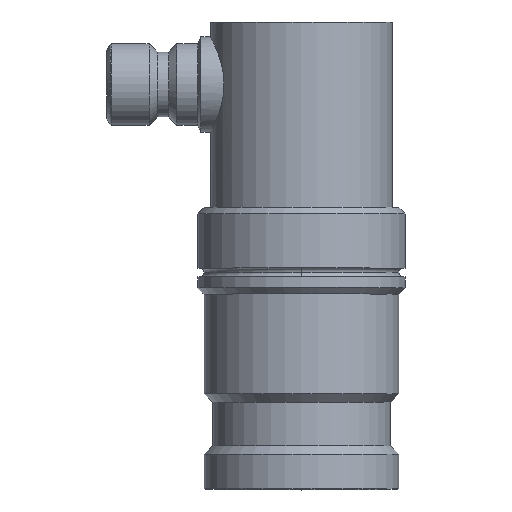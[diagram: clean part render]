
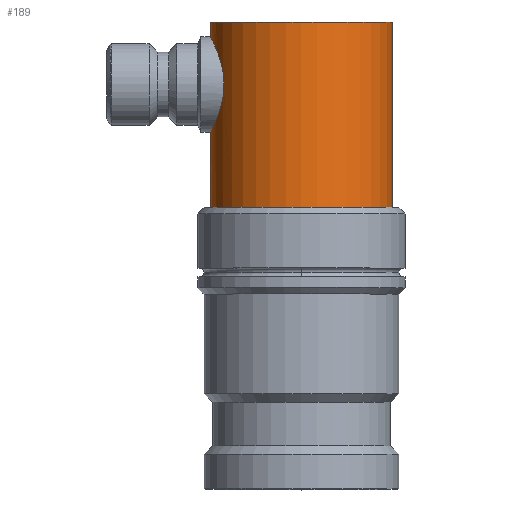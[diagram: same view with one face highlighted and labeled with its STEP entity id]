
A CAD part, top view. The second image highlights one B-rep face of the part: STEP entity #189.
In plain terms, the highlighted cylindrical face has radius 10.5 mm (diameter 21 mm), a partial arc.
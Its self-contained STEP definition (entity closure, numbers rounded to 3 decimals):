
#189=ADVANCED_FACE('',(#386),#387,.T.);
#386=FACE_OUTER_BOUND('',#583,.T.);
#387=CYLINDRICAL_SURFACE('',#584,10.5);
#583=EDGE_LOOP('',(#1041,#1042,#1043,#1044,#1045,#1046));
#584=AXIS2_PLACEMENT_3D('',#1047,#1048,#1049);
#1041=ORIENTED_EDGE('',*,*,#1187,.F.);
#1042=ORIENTED_EDGE('',*,*,#1305,.F.);
#1043=ORIENTED_EDGE('',*,*,#1191,.F.);
#1044=ORIENTED_EDGE('',*,*,#1160,.F.);
#1045=ORIENTED_EDGE('',*,*,#1190,.F.);
#1046=ORIENTED_EDGE('',*,*,#1228,.T.);
#1047=CARTESIAN_POINT('',(0.0,37.95,0.0));
#1048=DIRECTION('',(0.0,1.0,0.0));
#1049=DIRECTION('',(-1.0,0.0,0.));
#1160=EDGE_CURVE('',#1384,#1385,#1386,.T.);
#1187=EDGE_CURVE('',#1424,#1425,#1426,.T.);
#1190=EDGE_CURVE('',#1429,#1384,#1431,.T.);
#1191=EDGE_CURVE('',#1385,#1432,#1433,.T.);
#1228=EDGE_CURVE('',#1429,#1425,#1487,.T.);
#1305=EDGE_CURVE('',#1432,#1424,#1578,.T.);
#1384=VERTEX_POINT('',#1712);
#1385=VERTEX_POINT('',#1713);
#1386=CIRCLE('',#1714,10.5);
#1424=VERTEX_POINT('',#1781);
#1425=VERTEX_POINT('',#1782);
#1426=LINE('',#1783,#1784);
#1429=VERTEX_POINT('',#1804);
#1431=LINE('',#1823,#1824);
#1432=VERTEX_POINT('',#1825);
#1433=LINE('',#1826,#1827);
#1487=B_SPLINE_CURVE_WITH_KNOTS('',3,(#1889,#1890,#1891,#1892,#1893,#1894,#1895,#1896,#1897,#1898,#1899,#1900,#1901,#1902,#1903,#1904,#1905,#1906,#1907,#1908,#1909,#1910,#1911,#1912,#1913,#1914,#1915,#1916,#1917,#1918,#1919,#1920,#1921,#1922),.UNSPECIFIED.,.F.,.F.,(4,2,2,2,2,2,2,2,2,2,2,2,2,2,2,2,4),(8.475,9.532,10.59,11.647,12.705,13.766,14.827,15.888,16.949,18.01,19.072,20.133,21.194,22.251,23.309,24.366,25.424),.UNSPECIFIED.);
#1578=CIRCLE('',#2029,10.5);
#1712=CARTESIAN_POINT('',(-10.5,54.0,0.));
#1713=CARTESIAN_POINT('',(10.5,54.0,0.));
#1714=AXIS2_PLACEMENT_3D('',#2121,#2122,#2123);
#1781=CARTESIAN_POINT('',(-10.5,32.6,0.));
#1782=CARTESIAN_POINT('',(-10.5,41.301,0.));
#1783=CARTESIAN_POINT('',(-10.5,37.95,0.));
#1784=VECTOR('',#2162,1.0);
#1804=CARTESIAN_POINT('',(-10.5,52.299,0.));
#1823=CARTESIAN_POINT('',(-10.5,37.95,0.));
#1824=VECTOR('',#2163,1.0);
#1825=CARTESIAN_POINT('',(10.5,32.6,0.));
#1826=CARTESIAN_POINT('',(10.5,37.95,0.));
#1827=VECTOR('',#2164,1.0);
#1889=CARTESIAN_POINT('',(-10.5,52.299,0.));
#1890=CARTESIAN_POINT('',(-10.5,52.299,0.353));
#1891=CARTESIAN_POINT('',(-10.482,52.265,0.715));
#1892=CARTESIAN_POINT('',(-10.408,52.122,1.432));
#1893=CARTESIAN_POINT('',(-10.353,52.014,1.786));
#1894=CARTESIAN_POINT('',(-10.213,51.731,2.462));
#1895=CARTESIAN_POINT('',(-10.129,51.556,2.784));
#1896=CARTESIAN_POINT('',(-9.947,51.155,3.377));
#1897=CARTESIAN_POINT('',(-9.849,50.928,3.649));
#1898=CARTESIAN_POINT('',(-9.657,50.448,4.129));
#1899=CARTESIAN_POINT('',(-9.557,50.176,4.356));
#1900=CARTESIAN_POINT('',(-9.363,49.583,4.757));
#1901=CARTESIAN_POINT('',(-9.271,49.261,4.931));
#1902=CARTESIAN_POINT('',(-9.116,48.587,5.214));
#1903=CARTESIAN_POINT('',(-9.052,48.233,5.322));
#1904=CARTESIAN_POINT('',(-8.966,47.517,5.465));
#1905=CARTESIAN_POINT('',(-8.945,47.154,5.499));
#1906=CARTESIAN_POINT('',(-8.945,46.446,5.499));
#1907=CARTESIAN_POINT('',(-8.966,46.083,5.465));
#1908=CARTESIAN_POINT('',(-9.052,45.367,5.322));
#1909=CARTESIAN_POINT('',(-9.116,45.013,5.214));
#1910=CARTESIAN_POINT('',(-9.271,44.339,4.931));
#1911=CARTESIAN_POINT('',(-9.363,44.017,4.757));
#1912=CARTESIAN_POINT('',(-9.557,43.424,4.356));
#1913=CARTESIAN_POINT('',(-9.657,43.152,4.129));
#1914=CARTESIAN_POINT('',(-9.849,42.672,3.649));
#1915=CARTESIAN_POINT('',(-9.947,42.445,3.377));
#1916=CARTESIAN_POINT('',(-10.129,42.044,2.784));
#1917=CARTESIAN_POINT('',(-10.213,41.869,2.462));
#1918=CARTESIAN_POINT('',(-10.353,41.586,1.786));
#1919=CARTESIAN_POINT('',(-10.408,41.478,1.432));
#1920=CARTESIAN_POINT('',(-10.482,41.335,0.715));
#1921=CARTESIAN_POINT('',(-10.5,41.301,0.353));
#1922=CARTESIAN_POINT('',(-10.5,41.301,0.));
#2029=AXIS2_PLACEMENT_3D('',#2339,#2340,#2341);
#2121=CARTESIAN_POINT('',(0.0,54.0,0.0));
#2122=DIRECTION('',(0.0,1.0,0.0));
#2123=DIRECTION('',(-1.0,0.0,0.));
#2162=DIRECTION('',(0.0,1.0,0.0));
#2163=DIRECTION('',(0.0,1.0,0.0));
#2164=DIRECTION('',(-0.0,-1.0,-0.0));
#2339=CARTESIAN_POINT('',(0.0,32.6,0.0));
#2340=DIRECTION('',(0.0,-1.0,-0.0));
#2341=DIRECTION('',(-1.0,0.0,0.));
